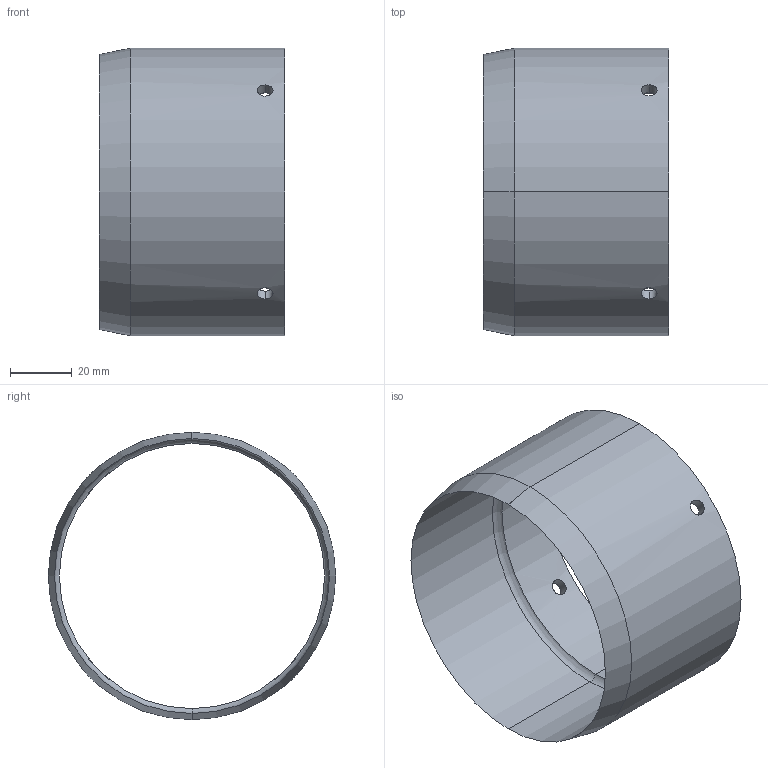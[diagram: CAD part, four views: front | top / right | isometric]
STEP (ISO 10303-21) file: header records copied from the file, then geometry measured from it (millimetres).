
FILE_DESCRIPTION (( 'STEP AP214' ), '1' );
FILE_NAME ('Interstage Coupler, PC Redesign.STEP', '2024-10-26T21:12:22', ( '' ), ( '' ), 'SwSTEP 2.0', 'SolidWorks 2024', '' );
FILE_SCHEMA (( 'AUTOMOTIVE_DESIGN' ));
Length unit declared in the file: centimetre
Products named in the file (1): Interstage Coupler, PC Redesign
Bounding box: 60 x 92.9 x 92.9 mm (x, y, z)
Volume: 40232.7 mm3; surface area: 35289.1 mm2
Topology: 1 solids, 1 shells, 19 faces, 46 edges, 28 vertices
Faces by surface type: cylinder 14, torus 2, cone 2, plane 1
Entity records: 1057 total; most frequent: CARTESIAN_POINT 590, ORIENTED_EDGE 92, DIRECTION 84, EDGE_CURVE 46, AXIS2_PLACEMENT_3D 34, VERTEX_POINT 28, EDGE_LOOP 28, FACE_OUTER_BOUND 19
